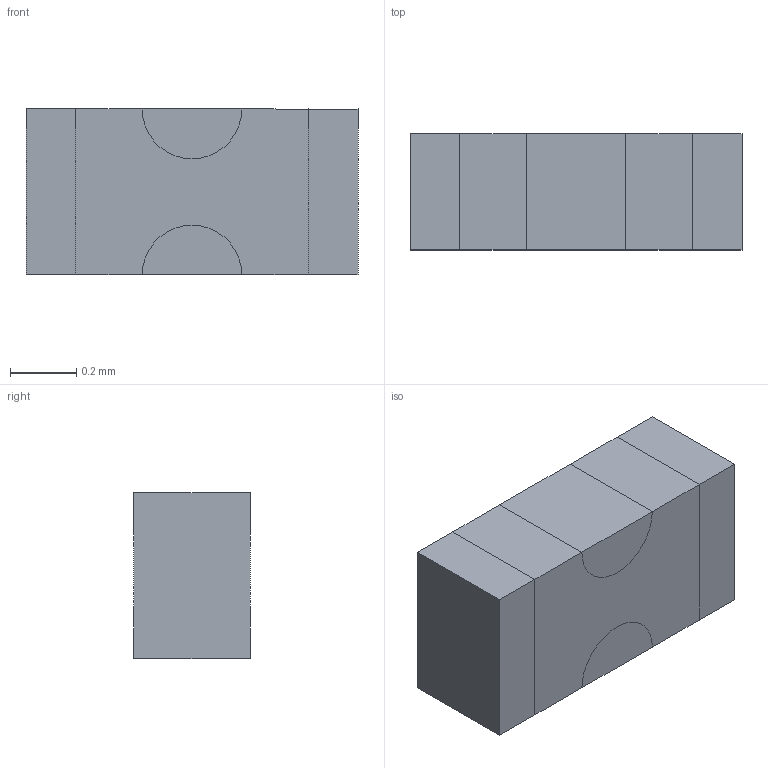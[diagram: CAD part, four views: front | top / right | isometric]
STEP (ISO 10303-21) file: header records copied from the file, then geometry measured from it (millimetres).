
FILE_DESCRIPTION (( 'STEP AP214' ), '1' );
FILE_NAME ('NFM15PC474R0J3.STEP', '2020-02-14T22:30:25', ( '' ), ( '' ), 'SwSTEP 2.0', 'SolidWorks 2018', '' );
FILE_SCHEMA (( 'AUTOMOTIVE_DESIGN' ));
Length unit declared in the file: millimetre
Products named in the file (1): NFM15PC474R0J3
Bounding box: 1 x 0.35 x 0.5 mm (x, y, z)
Volume: 0.2 mm3; surface area: 3.4 mm2
Topology: 5 solids, 5 shells, 32 faces, 66 edges, 44 vertices
Faces by surface type: plane 26, cylinder 6
Entity records: 912 total; most frequent: DIRECTION 144, CARTESIAN_POINT 143, ORIENTED_EDGE 132, EDGE_CURVE 66, VECTOR 54, LINE 54, AXIS2_PLACEMENT_3D 45, VERTEX_POINT 44
